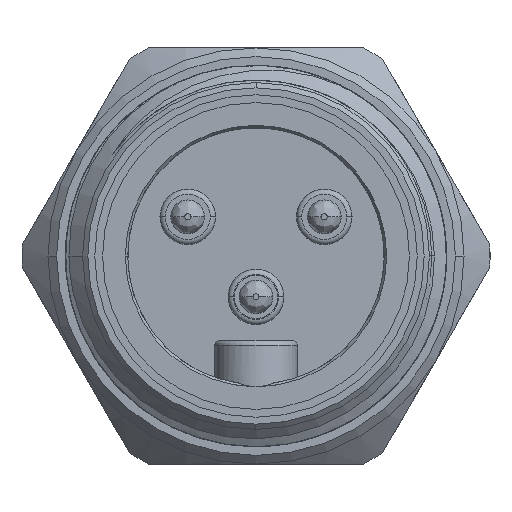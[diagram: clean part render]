
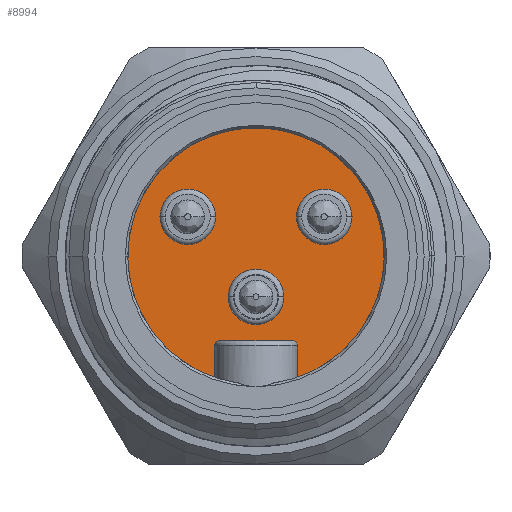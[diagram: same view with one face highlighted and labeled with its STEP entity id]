
A CAD part, front view. The second image highlights one B-rep face of the part: STEP entity #8994.
In plain terms, the highlighted planar face has unit normal (0, -1, 0).
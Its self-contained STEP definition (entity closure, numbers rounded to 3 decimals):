
#122=DIRECTION('',(0.,0.,1.));
#123=VECTOR('',#122,1.81);
#124=CARTESIAN_POINT('',(-2.4,-2.8,-7.));
#125=LINE('',#124,#123);
#126=CARTESIAN_POINT('',(-2.1,-2.8,-5.19));
#127=DIRECTION('',(0.,1.,0.));
#128=DIRECTION('',(-1.,0.,0.));
#129=AXIS2_PLACEMENT_3D('',#126,#127,#128);
#144=DIRECTION('',(1.,0.,0.));
#145=VECTOR('',#144,4.2);
#146=CARTESIAN_POINT('',(-2.1,-2.8,-4.89));
#147=LINE('',#146,#145);
#153=CARTESIAN_POINT('',(2.1,-2.8,-5.19));
#154=DIRECTION('',(0.,1.,0.));
#155=DIRECTION('',(0.,0.,1.));
#156=AXIS2_PLACEMENT_3D('',#153,#154,#155);
#162=DIRECTION('',(0.,0.,-1.));
#163=VECTOR('',#162,1.81);
#164=CARTESIAN_POINT('',(2.4,-2.8,-5.19));
#165=LINE('',#164,#163);
#166=CARTESIAN_POINT('',(0.,-2.8,0.));
#167=DIRECTION('',(0.,1.,0.));
#168=DIRECTION('',(-0.324,0.,-0.946));
#169=AXIS2_PLACEMENT_3D('',#166,#167,#168);
#171=CARTESIAN_POINT('',(-3.94,-2.8,2.26));
#172=DIRECTION('',(0.,-1.,0.));
#173=DIRECTION('',(1.,0.,0.));
#174=AXIS2_PLACEMENT_3D('',#171,#172,#173);
#176=CARTESIAN_POINT('',(-3.94,-2.8,2.26));
#177=DIRECTION('',(0.,-1.,0.));
#178=DIRECTION('',(-1.,0.,0.));
#179=AXIS2_PLACEMENT_3D('',#176,#177,#178);
#181=CARTESIAN_POINT('',(3.94,-2.8,2.26));
#182=DIRECTION('',(0.,-1.,0.));
#183=DIRECTION('',(1.,0.,0.));
#184=AXIS2_PLACEMENT_3D('',#181,#182,#183);
#186=CARTESIAN_POINT('',(3.94,-2.8,2.26));
#187=DIRECTION('',(0.,-1.,0.));
#188=DIRECTION('',(-1.,0.,0.));
#189=AXIS2_PLACEMENT_3D('',#186,#187,#188);
#191=CARTESIAN_POINT('',(0.,-2.8,-2.36));
#192=DIRECTION('',(0.,-1.,0.));
#193=DIRECTION('',(1.,0.,0.));
#194=AXIS2_PLACEMENT_3D('',#191,#192,#193);
#196=CARTESIAN_POINT('',(0.,-2.8,-2.36));
#197=DIRECTION('',(0.,-1.,0.));
#198=DIRECTION('',(-1.,0.,0.));
#199=AXIS2_PLACEMENT_3D('',#196,#197,#198);
#7708=CARTESIAN_POINT('',(-2.4,-2.8,-7.));
#7709=VERTEX_POINT('',#7708);
#7710=CARTESIAN_POINT('',(2.4,-2.8,-7.));
#7711=VERTEX_POINT('',#7710);
#7712=CARTESIAN_POINT('',(-2.34,-2.8,2.26));
#7713=CARTESIAN_POINT('',(-5.54,-2.8,2.26));
#7714=VERTEX_POINT('',#7712);
#7715=VERTEX_POINT('',#7713);
#7716=CARTESIAN_POINT('',(5.54,-2.8,2.26));
#7717=CARTESIAN_POINT('',(2.34,-2.8,2.26));
#7718=VERTEX_POINT('',#7716);
#7719=VERTEX_POINT('',#7717);
#7720=CARTESIAN_POINT('',(1.6,-2.8,-2.36));
#7721=CARTESIAN_POINT('',(-1.6,-2.8,-2.36));
#7722=VERTEX_POINT('',#7720);
#7723=VERTEX_POINT('',#7721);
#7749=CARTESIAN_POINT('',(2.4,-2.8,-5.19));
#7751=VERTEX_POINT('',#7749);
#7753=CARTESIAN_POINT('',(2.1,-2.8,-4.89));
#7755=VERTEX_POINT('',#7753);
#7760=CARTESIAN_POINT('',(-2.1,-2.8,-4.89));
#7761=VERTEX_POINT('',#7760);
#7762=CARTESIAN_POINT('',(-2.4,-2.8,-5.19));
#7763=VERTEX_POINT('',#7762);
#8962=CARTESIAN_POINT('',(-3.7,-2.8,0.));
#8963=DIRECTION('',(0.,-1.,0.));
#8964=DIRECTION('',(0.,0.,-1.));
#8965=AXIS2_PLACEMENT_3D('',#8962,#8963,#8964);
#8966=PLANE('',#8965);
#8967=ORIENTED_EDGE('',*,*,#8953,.F.);
#8968=ORIENTED_EDGE('',*,*,#8942,.F.);
#8969=ORIENTED_EDGE('',*,*,#8927,.F.);
#8970=ORIENTED_EDGE('',*,*,#8912,.F.);
#8971=ORIENTED_EDGE('',*,*,#8897,.F.);
#8973=ORIENTED_EDGE('',*,*,#8972,.T.);
#8974=EDGE_LOOP('',(#8967,#8968,#8969,#8970,#8971,#8973));
#8975=FACE_OUTER_BOUND('',#8974,.F.);
#8977=ORIENTED_EDGE('',*,*,#8976,.T.);
#8979=ORIENTED_EDGE('',*,*,#8978,.T.);
#8980=EDGE_LOOP('',(#8977,#8979));
#8981=FACE_BOUND('',#8980,.F.);
#8983=ORIENTED_EDGE('',*,*,#8982,.T.);
#8985=ORIENTED_EDGE('',*,*,#8984,.T.);
#8986=EDGE_LOOP('',(#8983,#8985));
#8987=FACE_BOUND('',#8986,.F.);
#8989=ORIENTED_EDGE('',*,*,#8988,.T.);
#8991=ORIENTED_EDGE('',*,*,#8990,.T.);
#8992=EDGE_LOOP('',(#8989,#8991));
#8993=FACE_BOUND('',#8992,.F.);
#130=CIRCLE('',#129,0.3);
#157=CIRCLE('',#156,0.3);
#170=CIRCLE('',#169,7.4);
#175=CIRCLE('',#174,1.6);
#180=CIRCLE('',#179,1.6);
#185=CIRCLE('',#184,1.6);
#190=CIRCLE('',#189,1.6);
#195=CIRCLE('',#194,1.6);
#200=CIRCLE('',#199,1.6);
#8897=EDGE_CURVE('',#7709,#7763,#125,.T.);
#8912=EDGE_CURVE('',#7763,#7761,#130,.T.);
#8927=EDGE_CURVE('',#7761,#7755,#147,.T.);
#8942=EDGE_CURVE('',#7755,#7751,#157,.T.);
#8953=EDGE_CURVE('',#7751,#7711,#165,.T.);
#8972=EDGE_CURVE('',#7709,#7711,#170,.T.);
#8976=EDGE_CURVE('',#7714,#7715,#175,.T.);
#8978=EDGE_CURVE('',#7715,#7714,#180,.T.);
#8982=EDGE_CURVE('',#7718,#7719,#185,.T.);
#8984=EDGE_CURVE('',#7719,#7718,#190,.T.);
#8988=EDGE_CURVE('',#7722,#7723,#195,.T.);
#8990=EDGE_CURVE('',#7723,#7722,#200,.T.);
#8994=ADVANCED_FACE('',(#8975,#8981,#8987,#8993),#8966,.T.);
